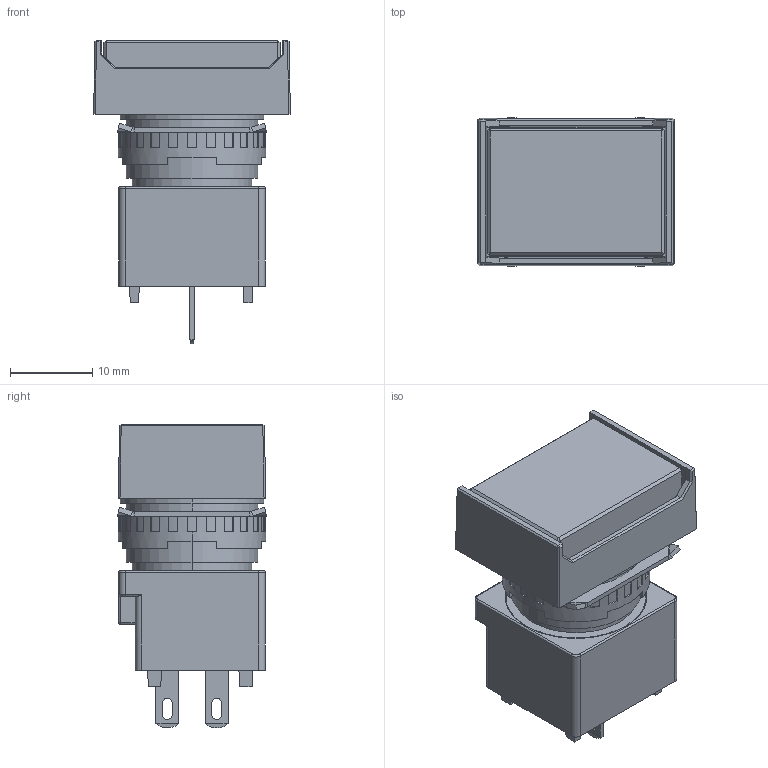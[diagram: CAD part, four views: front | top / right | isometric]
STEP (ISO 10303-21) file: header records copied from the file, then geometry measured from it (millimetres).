
FILE_DESCRIPTION (( 'STEP AP214' ), '1' );
FILE_NAME ('13_LB3P-1T0[1][3][4]$.STEP', '2020-09-25T00:07:21', ( 'IDEC' ), ( 'IDEC' ), 'SwSTEP 2.0', 'SolidWorks 2019', '' );
FILE_SCHEMA (( 'AUTOMOTIVE_DESIGN' ));
Length unit declared in the file: millimetre
Products named in the file (5): LB-T00; LB-BODY-H; LB-NUT-SET; LB-OPERATOR-H; 13_LB3P-1T0[1][3][4]$
Assembly tree (4 placements, depth 2):
  13_LB3P-1T0[1][3][4]$
    LB-BODY-H
    LB-OPERATOR-H
    LB-T00
    LB-NUT-SET
Bounding box: 23.9 x 18.07 x 36.9 mm (x, y, z)
Volume: 8095.2 mm3; surface area: 5987.1 mm2
Topology: 4 solids, 4 shells, 388 faces, 1004 edges, 630 vertices
Faces by surface type: plane 259, cylinder 107, bspline 20, cone 2
Entity records: 13509 total; most frequent: CARTESIAN_POINT 2564, ORIENTED_EDGE 1996, DIRECTION 1932, EDGE_CURVE 998, VECTOR 692, LINE 692, VERTEX_POINT 630, AXIS2_PLACEMENT_3D 620
